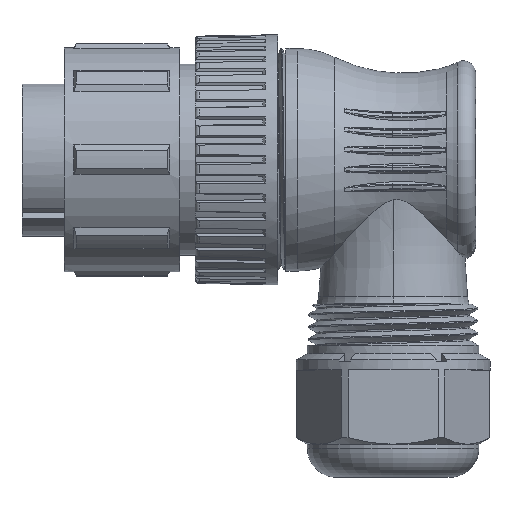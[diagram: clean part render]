
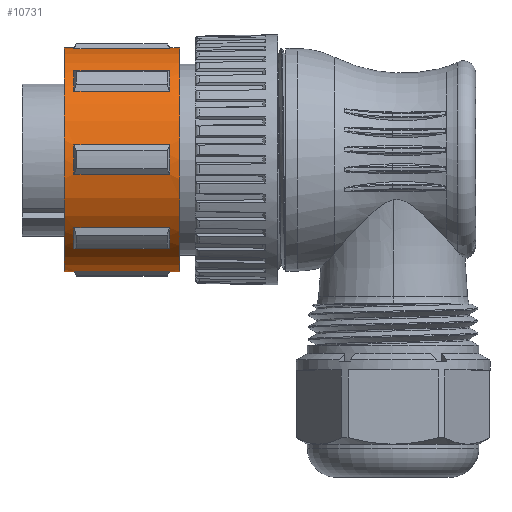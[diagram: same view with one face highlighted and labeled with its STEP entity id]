
A CAD part, top view. The second image highlights one B-rep face of the part: STEP entity #10731.
In plain terms, the highlighted cylindrical face has radius 13.6 mm (diameter 27.2 mm), a partial arc.
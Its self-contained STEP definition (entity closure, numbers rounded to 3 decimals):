
#1=CARTESIAN_POINT('',(10.1,0.,0.));
#2=DIRECTION('',(-1.,0.,0.));
#3=DIRECTION('',(0.,-1.,0.));
#4=AXIS2_PLACEMENT_3D('',#1,#2,#3);
#21=DIRECTION('',(1.,0.,0.));
#22=VECTOR('',#21,1.2);
#23=CARTESIAN_POINT('',(-3.9,13.4,-2.326));
#24=LINE('',#23,#22);
#25=CARTESIAN_POINT('',(-2.7,0.,0.));
#26=DIRECTION('',(1.,0.,0.));
#27=DIRECTION('',(0.,0.985,-0.171));
#28=AXIS2_PLACEMENT_3D('',#25,#26,#27);
#30=DIRECTION('',(1.,0.,0.));
#31=VECTOR('',#30,11.6);
#32=CARTESIAN_POINT('',(-2.7,13.483,1.776));
#33=LINE('',#32,#31);
#34=DIRECTION('',(1.,0.,0.));
#35=VECTOR('',#34,1.2);
#36=CARTESIAN_POINT('',(8.9,13.6,0.));
#37=LINE('',#36,#35);
#38=DIRECTION('',(-1.,0.,0.));
#39=VECTOR('',#38,11.6);
#40=CARTESIAN_POINT('',(8.9,-13.483,1.776));
#41=LINE('',#40,#39);
#42=DIRECTION('',(1.,0.,0.));
#43=VECTOR('',#42,11.6);
#44=CARTESIAN_POINT('',(-2.7,-10.79,8.278));
#45=LINE('',#44,#43);
#46=DIRECTION('',(-1.,0.,0.));
#47=VECTOR('',#46,11.6);
#48=CARTESIAN_POINT('',(8.9,-8.278,10.79));
#49=LINE('',#48,#47);
#50=DIRECTION('',(1.,0.,0.));
#51=VECTOR('',#50,11.6);
#52=CARTESIAN_POINT('',(-2.7,-1.776,13.483));
#53=LINE('',#52,#51);
#54=DIRECTION('',(-1.,0.,0.));
#55=VECTOR('',#54,11.6);
#56=CARTESIAN_POINT('',(8.9,1.776,13.483));
#57=LINE('',#56,#55);
#58=DIRECTION('',(1.,0.,0.));
#59=VECTOR('',#58,11.6);
#60=CARTESIAN_POINT('',(-2.7,8.278,10.79));
#61=LINE('',#60,#59);
#62=DIRECTION('',(-1.,0.,0.));
#63=VECTOR('',#62,11.6);
#64=CARTESIAN_POINT('',(8.9,10.79,8.278));
#65=LINE('',#64,#63);
#66=CARTESIAN_POINT('',(-3.9,0.,0.));
#67=DIRECTION('',(1.,0.,0.));
#68=DIRECTION('',(0.,0.985,-0.171));
#69=AXIS2_PLACEMENT_3D('',#66,#67,#68);
#71=CARTESIAN_POINT('',(-3.9,0.,0.));
#72=DIRECTION('',(1.,0.,0.));
#73=DIRECTION('',(0.,1.,0.));
#74=AXIS2_PLACEMENT_3D('',#71,#72,#73);
#76=CARTESIAN_POINT('',(-3.9,0.,0.));
#77=DIRECTION('',(1.,0.,0.));
#78=DIRECTION('',(0.,-1.,0.));
#79=AXIS2_PLACEMENT_3D('',#76,#77,#78);
#96=DIRECTION('',(1.,0.,0.));
#97=VECTOR('',#96,1.2);
#98=CARTESIAN_POINT('',(-3.9,-13.4,-2.326));
#99=LINE('',#98,#97);
#100=CARTESIAN_POINT('',(-2.7,0.,0.));
#101=DIRECTION('',(-1.,0.,0.));
#102=DIRECTION('',(0.,-0.985,-0.171));
#103=AXIS2_PLACEMENT_3D('',#100,#101,#102);
#109=DIRECTION('',(1.,0.,0.));
#110=VECTOR('',#109,1.2);
#111=CARTESIAN_POINT('',(8.9,-13.6,0.));
#112=LINE('',#111,#110);
#160=CARTESIAN_POINT('',(-2.7,0.,0.));
#161=DIRECTION('',(1.,0.,0.));
#162=DIRECTION('',(0.,-0.991,0.131));
#163=AXIS2_PLACEMENT_3D('',#160,#161,#162);
#187=CARTESIAN_POINT('',(8.9,0.,0.));
#188=DIRECTION('',(1.,0.,0.));
#189=DIRECTION('',(0.,-0.991,0.131));
#190=AXIS2_PLACEMENT_3D('',#187,#188,#189);
#212=CARTESIAN_POINT('',(8.9,0.,0.));
#213=DIRECTION('',(1.,0.,0.));
#214=DIRECTION('',(0.,1.,0.));
#215=AXIS2_PLACEMENT_3D('',#212,#213,#214);
#225=CARTESIAN_POINT('',(-2.7,0.,0.));
#226=DIRECTION('',(1.,0.,0.));
#227=DIRECTION('',(0.,0.991,-0.131));
#228=AXIS2_PLACEMENT_3D('',#225,#226,#227);
#1357=CARTESIAN_POINT('',(-2.7,0.,0.));
#1358=DIRECTION('',(-1.,0.,0.));
#1359=DIRECTION('',(0.,-0.793,0.609));
#1360=AXIS2_PLACEMENT_3D('',#1357,#1358,#1359);
#1386=CARTESIAN_POINT('',(8.9,0.,0.));
#1387=DIRECTION('',(1.,0.,0.));
#1388=DIRECTION('',(0.,-0.609,0.793));
#1389=AXIS2_PLACEMENT_3D('',#1386,#1387,#1388);
#1413=CARTESIAN_POINT('',(-2.7,0.,0.));
#1414=DIRECTION('',(-1.,0.,0.));
#1415=DIRECTION('',(0.,-0.131,0.991));
#1416=AXIS2_PLACEMENT_3D('',#1413,#1414,#1415);
#1442=CARTESIAN_POINT('',(8.9,0.,0.));
#1443=DIRECTION('',(1.,0.,0.));
#1444=DIRECTION('',(0.,0.131,0.991));
#1445=AXIS2_PLACEMENT_3D('',#1442,#1443,#1444);
#1469=CARTESIAN_POINT('',(-2.7,0.,0.));
#1470=DIRECTION('',(-1.,0.,0.));
#1471=DIRECTION('',(0.,0.609,0.793));
#1472=AXIS2_PLACEMENT_3D('',#1469,#1470,#1471);
#1498=CARTESIAN_POINT('',(8.9,0.,0.));
#1499=DIRECTION('',(1.,0.,0.));
#1500=DIRECTION('',(0.,0.793,0.609));
#1501=AXIS2_PLACEMENT_3D('',#1498,#1499,#1500);
#9328=CARTESIAN_POINT('',(10.1,-13.6,0.));
#9329=CARTESIAN_POINT('',(10.1,13.6,0.));
#9330=VERTEX_POINT('',#9328);
#9331=VERTEX_POINT('',#9329);
#9336=CARTESIAN_POINT('',(-3.9,-13.6,0.));
#9337=CARTESIAN_POINT('',(-3.9,-13.4,-2.326));
#9338=VERTEX_POINT('',#9336);
#9339=VERTEX_POINT('',#9337);
#9340=CARTESIAN_POINT('',(-3.9,13.6,0.));
#9341=VERTEX_POINT('',#9340);
#9342=CARTESIAN_POINT('',(-3.9,13.4,-2.326));
#9343=VERTEX_POINT('',#9342);
#9344=CARTESIAN_POINT('',(8.9,13.6,0.));
#9345=VERTEX_POINT('',#9344);
#9346=CARTESIAN_POINT('',(8.9,-13.6,0.));
#9347=VERTEX_POINT('',#9346);
#10491=CARTESIAN_POINT('',(-2.7,13.483,-1.776));
#10492=CARTESIAN_POINT('',(-2.7,13.483,1.776));
#10493=VERTEX_POINT('',#10491);
#10494=VERTEX_POINT('',#10492);
#10495=CARTESIAN_POINT('',(-2.7,-13.483,1.776));
#10496=CARTESIAN_POINT('',(-2.7,-13.483,-1.776));
#10497=VERTEX_POINT('',#10495);
#10498=VERTEX_POINT('',#10496);
#10499=CARTESIAN_POINT('',(-2.7,13.4,
-2.326));
#10500=VERTEX_POINT('',#10499);
#10501=CARTESIAN_POINT('',(8.9,13.483,1.776));
#10502=VERTEX_POINT('',#10501);
#10503=CARTESIAN_POINT('',(8.9,-13.483,
1.776));
#10504=VERTEX_POINT('',#10503);
#10505=CARTESIAN_POINT('',(-2.7,-13.4,
-2.326));
#10506=VERTEX_POINT('',#10505);
#10507=CARTESIAN_POINT('',(-2.7,-10.79,8.278));
#10508=CARTESIAN_POINT('',(8.9,-10.79,
8.278));
#10509=VERTEX_POINT('',#10507);
#10510=VERTEX_POINT('',#10508);
#10511=CARTESIAN_POINT('',(8.9,-8.278,
10.79));
#10512=VERTEX_POINT('',#10511);
#10513=CARTESIAN_POINT('',(-2.7,-8.278,10.79));
#10514=VERTEX_POINT('',#10513);
#10515=CARTESIAN_POINT('',(-2.7,-1.776,13.483));
#10516=CARTESIAN_POINT('',(8.9,-1.776,
13.483));
#10517=VERTEX_POINT('',#10515);
#10518=VERTEX_POINT('',#10516);
#10519=CARTESIAN_POINT('',(8.9,1.776,13.483));
#10520=VERTEX_POINT('',#10519);
#10521=CARTESIAN_POINT('',(-2.7,1.776,13.483));
#10522=VERTEX_POINT('',#10521);
#10523=CARTESIAN_POINT('',(-2.7,8.278,10.79));
#10524=CARTESIAN_POINT('',(8.9,8.278,10.79));
#10525=VERTEX_POINT('',#10523);
#10526=VERTEX_POINT('',#10524);
#10527=CARTESIAN_POINT('',(8.9,10.79,8.278));
#10528=VERTEX_POINT('',#10527);
#10529=CARTESIAN_POINT('',(-2.7,10.79,8.278));
#10530=VERTEX_POINT('',#10529);
#10663=CARTESIAN_POINT('',(-4.6,0.,0.));
#10664=DIRECTION('',(1.,0.,0.));
#10665=DIRECTION('',(0.,-1.,0.));
#10666=AXIS2_PLACEMENT_3D('',#10663,#10664,#10665);
#10667=CYLINDRICAL_SURFACE('',#10666,13.6);
#10669=ORIENTED_EDGE('',*,*,#10668,.F.);
#10671=ORIENTED_EDGE('',*,*,#10670,.F.);
#10673=ORIENTED_EDGE('',*,*,#10672,.F.);
#10675=ORIENTED_EDGE('',*,*,#10674,.T.);
#10677=ORIENTED_EDGE('',*,*,#10676,.T.);
#10679=ORIENTED_EDGE('',*,*,#10678,.T.);
#10681=ORIENTED_EDGE('',*,*,#10680,.T.);
#10683=ORIENTED_EDGE('',*,*,#10682,.F.);
#10685=ORIENTED_EDGE('',*,*,#10684,.T.);
#10686=ORIENTED_EDGE('',*,*,#10650,.F.);
#10688=ORIENTED_EDGE('',*,*,#10687,.F.);
#10690=ORIENTED_EDGE('',*,*,#10689,.F.);
#10692=ORIENTED_EDGE('',*,*,#10691,.T.);
#10694=ORIENTED_EDGE('',*,*,#10693,.T.);
#10696=ORIENTED_EDGE('',*,*,#10695,.F.);
#10698=ORIENTED_EDGE('',*,*,#10697,.F.);
#10699=EDGE_LOOP('',(#10669,#10671,#10673,#10675,#10677,#10679,#10681,#10683,
#10685,#10686,#10688,#10690,#10692,#10694,#10696,#10698));
#10700=FACE_OUTER_BOUND('',#10699,.F.);
#10702=ORIENTED_EDGE('',*,*,#10701,.T.);
#10704=ORIENTED_EDGE('',*,*,#10703,.F.);
#10706=ORIENTED_EDGE('',*,*,#10705,.T.);
#10708=ORIENTED_EDGE('',*,*,#10707,.F.);
#10709=EDGE_LOOP('',(#10702,#10704,#10706,#10708));
#10710=FACE_BOUND('',#10709,.F.);
#10712=ORIENTED_EDGE('',*,*,#10711,.T.);
#10714=ORIENTED_EDGE('',*,*,#10713,.F.);
#10716=ORIENTED_EDGE('',*,*,#10715,.T.);
#10718=ORIENTED_EDGE('',*,*,#10717,.F.);
#10719=EDGE_LOOP('',(#10712,#10714,#10716,#10718));
#10720=FACE_BOUND('',#10719,.F.);
#10722=ORIENTED_EDGE('',*,*,#10721,.T.);
#10724=ORIENTED_EDGE('',*,*,#10723,.F.);
#10726=ORIENTED_EDGE('',*,*,#10725,.T.);
#10728=ORIENTED_EDGE('',*,*,#10727,.F.);
#10729=EDGE_LOOP('',(#10722,#10724,#10726,#10728));
#10730=FACE_BOUND('',#10729,.F.);
#10731=ADVANCED_FACE('',(#10700,#10710,#10720,#10730),#10667,.T.);
#5=CIRCLE('',#4,13.6);
#29=CIRCLE('',#28,13.6);
#70=CIRCLE('',#69,13.6);
#75=CIRCLE('',#74,13.6);
#80=CIRCLE('',#79,13.6);
#104=CIRCLE('',#103,13.6);
#164=CIRCLE('',#163,13.6);
#191=CIRCLE('',#190,13.6);
#216=CIRCLE('',#215,13.6);
#229=CIRCLE('',#228,13.6);
#1361=CIRCLE('',#1360,13.6);
#1390=CIRCLE('',#1389,13.6);
#1417=CIRCLE('',#1416,13.6);
#1446=CIRCLE('',#1445,13.6);
#1473=CIRCLE('',#1472,13.6);
#1502=CIRCLE('',#1501,13.6);
#10650=EDGE_CURVE('',#9330,#9331,#5,.T.);
#10668=EDGE_CURVE('',#9338,#9339,#80,.T.);
#10670=EDGE_CURVE('',#9341,#9338,#75,.T.);
#10672=EDGE_CURVE('',#9343,#9341,#70,.T.);
#10674=EDGE_CURVE('',#9343,#10500,#24,.T.);
#10676=EDGE_CURVE('',#10500,#10493,#29,.T.);
#10678=EDGE_CURVE('',#10493,#10494,#229,.T.);
#10680=EDGE_CURVE('',#10494,#10502,#33,.T.);
#10682=EDGE_CURVE('',#9345,#10502,#216,.T.);
#10684=EDGE_CURVE('',#9345,#9331,#37,.T.);
#10687=EDGE_CURVE('',#9347,#9330,#112,.T.);
#10689=EDGE_CURVE('',#10504,#9347,#191,.T.);
#10691=EDGE_CURVE('',#10504,#10497,#41,.T.);
#10693=EDGE_CURVE('',#10497,#10498,#164,.T.);
#10695=EDGE_CURVE('',#10506,#10498,#104,.T.);
#10697=EDGE_CURVE('',#9339,#10506,#99,.T.);
#10701=EDGE_CURVE('',#10509,#10510,#45,.T.);
#10703=EDGE_CURVE('',#10512,#10510,#1390,.T.);
#10705=EDGE_CURVE('',#10512,#10514,#49,.T.);
#10707=EDGE_CURVE('',#10509,#10514,#1361,.T.);
#10711=EDGE_CURVE('',#10517,#10518,#53,.T.);
#10713=EDGE_CURVE('',#10520,#10518,#1446,.T.);
#10715=EDGE_CURVE('',#10520,#10522,#57,.T.);
#10717=EDGE_CURVE('',#10517,#10522,#1417,.T.);
#10721=EDGE_CURVE('',#10525,#10526,#61,.T.);
#10723=EDGE_CURVE('',#10528,#10526,#1502,.T.);
#10725=EDGE_CURVE('',#10528,#10530,#65,.T.);
#10727=EDGE_CURVE('',#10525,#10530,#1473,.T.);
